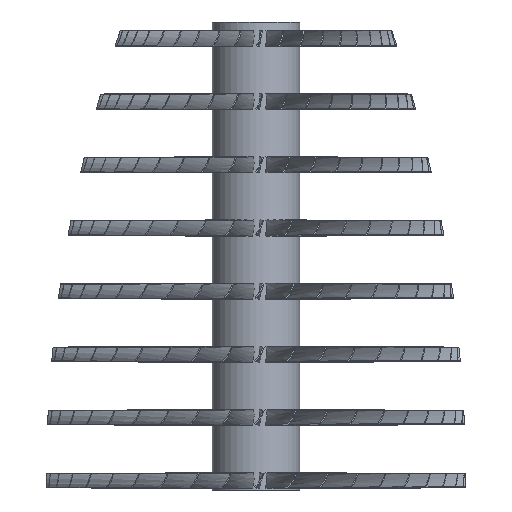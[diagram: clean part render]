
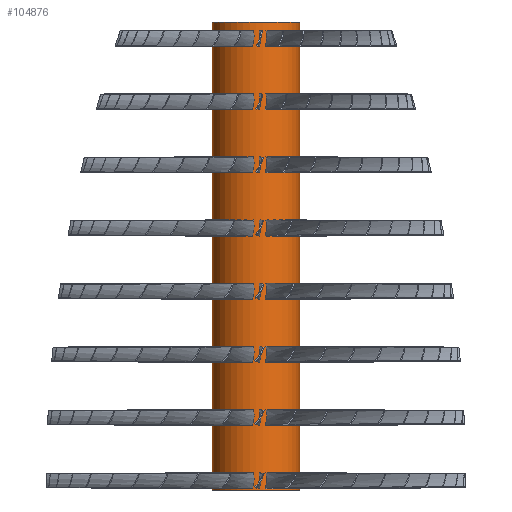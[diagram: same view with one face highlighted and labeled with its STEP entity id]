
A CAD part, front view. The second image highlights one B-rep face of the part: STEP entity #104876.
In plain terms, the highlighted free-form (B-spline) face has degree [2, 1] with [5, 2] control points.
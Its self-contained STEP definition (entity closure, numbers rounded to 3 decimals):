
#104777 = VERTEX_POINT('',#104778);
#104778 = CARTESIAN_POINT('',(534.404,0.,
    5700.308));
#104779 = VERTEX_POINT('',#104780);
#104780 = CARTESIAN_POINT('',(-534.404,0.,
    5700.308));
#104788 = EDGE_CURVE('',#104777,#104789,#104791,.T.);
#104789 = VERTEX_POINT('',#104790);
#104790 = CARTESIAN_POINT('',(534.404,0.,
    0.));
#104791 = B_SPLINE_CURVE_WITH_KNOTS('',1,(#104792,#104793),
  .UNSPECIFIED.,.F.,.F.,(2,2),(0.,4000.),.PIECEWISE_BEZIER_KNOTS.);
#104792 = CARTESIAN_POINT('',(534.404,0.,
    5700.308));
#104793 = CARTESIAN_POINT('',(534.404,0.,0.));
#104796 = VERTEX_POINT('',#104797);
#104797 = CARTESIAN_POINT('',(-534.404,0.,
    0.));
#104805 = EDGE_CURVE('',#104779,#104796,#104806,.T.);
#104806 = B_SPLINE_CURVE_WITH_KNOTS('',1,(#104807,#104808),
  .UNSPECIFIED.,.F.,.F.,(2,2),(0.,4000.),
  .PIECEWISE_BEZIER_KNOTS.);
#104807 = CARTESIAN_POINT('',(-534.404,0.,
    5700.308));
#104808 = CARTESIAN_POINT('',(-534.404,0.,0.));
#104824 = EDGE_CURVE('',#104779,#104777,#104825,.T.);
#104825 = ( BOUNDED_CURVE() B_SPLINE_CURVE(2,(#104826,#104827,#104828,
#104829,#104830),.UNSPECIFIED.,.F.,.F.) B_SPLINE_CURVE_WITH_KNOTS((3,2,3
    ),(3.142,4.712,6.283),
.PIECEWISE_BEZIER_KNOTS.) CURVE() GEOMETRIC_REPRESENTATION_ITEM() 
RATIONAL_B_SPLINE_CURVE((1.,0.707,1.,0.707,1.)) 
REPRESENTATION_ITEM('') );
#104826 = CARTESIAN_POINT('',(-534.404,0.,
    5700.308));
#104827 = CARTESIAN_POINT('',(-534.404,-534.404,
    5700.308));
#104828 = CARTESIAN_POINT('',(0.,-534.404,
    5700.308));
#104829 = CARTESIAN_POINT('',(534.404,-534.404,
    5700.308));
#104830 = CARTESIAN_POINT('',(534.404,0.,
    5700.308));
#104852 = EDGE_CURVE('',#104796,#104789,#104853,.T.);
#104853 = ( BOUNDED_CURVE() B_SPLINE_CURVE(2,(#104854,#104855,#104856,
#104857,#104858),.UNSPECIFIED.,.F.,.F.) B_SPLINE_CURVE_WITH_KNOTS((3,2,3
    ),(3.142,4.712,6.283),
.PIECEWISE_BEZIER_KNOTS.) CURVE() GEOMETRIC_REPRESENTATION_ITEM() 
RATIONAL_B_SPLINE_CURVE((1.,0.707,1.,0.707,1.)) 
REPRESENTATION_ITEM('') );
#104854 = CARTESIAN_POINT('',(-534.404,0.,
    0.));
#104855 = CARTESIAN_POINT('',(-534.404,-534.404,
    0.));
#104856 = CARTESIAN_POINT('',(0.,-534.404,
    0.));
#104857 = CARTESIAN_POINT('',(534.404,-534.404,
    0.));
#104858 = CARTESIAN_POINT('',(534.404,0.,
    0.));
#104876 = ADVANCED_FACE('',(#104877),#104883,.T.);
#104877 = FACE_BOUND('',#104878,.T.);
#104878 = EDGE_LOOP('',(#104879,#104880,#104881,#104882));
#104879 = ORIENTED_EDGE('',*,*,#104788,.F.);
#104880 = ORIENTED_EDGE('',*,*,#104824,.F.);
#104881 = ORIENTED_EDGE('',*,*,#104805,.T.);
#104882 = ORIENTED_EDGE('',*,*,#104852,.T.);
#104883 = ( BOUNDED_SURFACE() B_SPLINE_SURFACE(2,1,(
    (#104884,#104885)
    ,(#104886,#104887)
    ,(#104888,#104889)
    ,(#104890,#104891)
    ,(#104892,#104893
)),.UNSPECIFIED.,.F.,.F.,.F.) B_SPLINE_SURFACE_WITH_KNOTS((3,2,3),(2,2),
  (3.142,4.712,6.283),(0.,4000.),
.PIECEWISE_BEZIER_KNOTS.) GEOMETRIC_REPRESENTATION_ITEM() 
RATIONAL_B_SPLINE_SURFACE((
    (1.,1.)
    ,(0.707,0.707)
    ,(1.,1.)
    ,(0.707,0.707)
,(1.,1.))) REPRESENTATION_ITEM('') SURFACE() );
#104884 = CARTESIAN_POINT('',(534.404,0.,
    5700.308));
#104885 = CARTESIAN_POINT('',(534.404,0.,0.));
#104886 = CARTESIAN_POINT('',(534.404,-534.404,
    5700.308));
#104887 = CARTESIAN_POINT('',(534.404,-534.404,0.));
#104888 = CARTESIAN_POINT('',(0.,-534.404,
    5700.308));
#104889 = CARTESIAN_POINT('',(0.,-534.404,0.));
#104890 = CARTESIAN_POINT('',(-534.404,-534.404,
    5700.308));
#104891 = CARTESIAN_POINT('',(-534.404,-534.404,0.));
#104892 = CARTESIAN_POINT('',(-534.404,0.,
    5700.308));
#104893 = CARTESIAN_POINT('',(-534.404,0.,0.));
